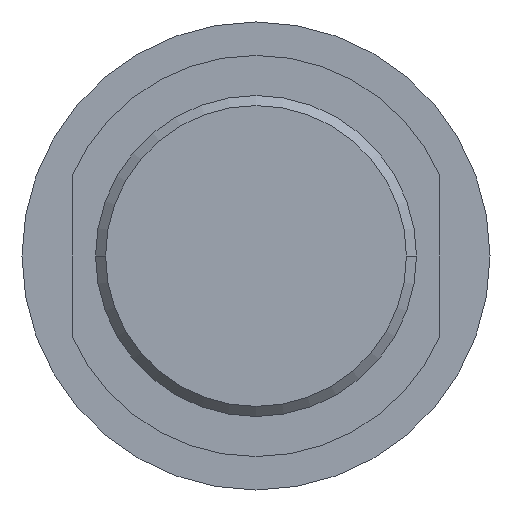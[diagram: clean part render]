
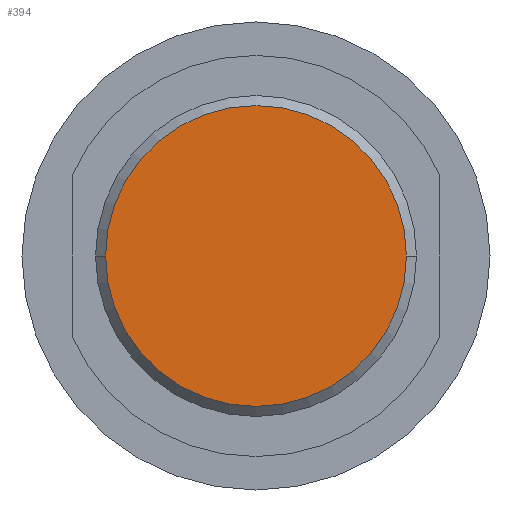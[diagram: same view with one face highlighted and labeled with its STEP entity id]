
A CAD part, left-side view. The second image highlights one B-rep face of the part: STEP entity #394.
In plain terms, the highlighted planar face has unit normal (-1, 0, 0).
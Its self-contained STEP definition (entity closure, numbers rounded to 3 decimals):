
#250=CARTESIAN_POINT('',(0.,-22.5,0.));
#251=VERTEX_POINT('',#250);
#258=CARTESIAN_POINT('',(0.,22.5,0.));
#259=VERTEX_POINT('',#258);
#260=CARTESIAN_POINT('',(0.,0.,0.0));
#261=DIRECTION('',(1.0,0.0,0.0));
#262=DIRECTION('',(0.0,-1.0,0.0));
#263=AXIS2_PLACEMENT_3D('',#260,#261,#262);
#264=CIRCLE('',#263,22.5);
#265=EDGE_CURVE('',#251,#259,#264,.T.);
#357=CARTESIAN_POINT('',(0.,0.,0.0));
#358=DIRECTION('',(1.0,0.0,0.0));
#359=DIRECTION('',(0.0,-1.0,0.0));
#360=AXIS2_PLACEMENT_3D('',#357,#358,#359);
#361=CIRCLE('',#360,22.5);
#362=EDGE_CURVE('',#259,#251,#361,.T.);
#385=CARTESIAN_POINT('',(0.0,12.0,0.0));
#386=DIRECTION('',(-1.0,0.0,0.0));
#387=DIRECTION('',(0.0,0.0,1.0));
#388=AXIS2_PLACEMENT_3D('',#385,#386,#387);
#389=PLANE('',#388);
#390=ORIENTED_EDGE('',*,*,#362,.F.);
#391=ORIENTED_EDGE('',*,*,#265,.F.);
#392=EDGE_LOOP('',(#390,#391));
#393=FACE_OUTER_BOUND('',#392,.T.);
#394=ADVANCED_FACE('',(#393),#389,.T.);
